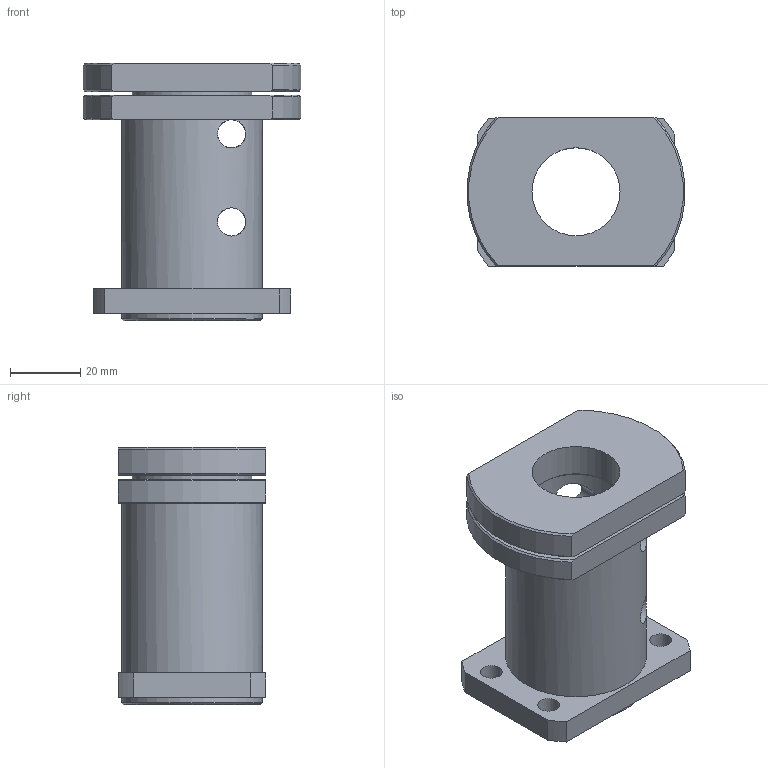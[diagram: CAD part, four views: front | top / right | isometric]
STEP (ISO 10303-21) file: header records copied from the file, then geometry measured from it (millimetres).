
FILE_DESCRIPTION(/* description */ (''),/* implementation_level */ '2;1');
FILE_NAME(/* name */ 'VK CTV110_MTV65 42 GESM14.stp',/* time_stamp */ '2015-08-25T09:11:06+01:00',/* author */ ('Hypex'),/* organization */ ('Hypex'),/* preprocessor_version */ 'ST-DEVELOPER v15.2',/* originating_system */ 'Autodesk Inventor 2014',/* authorisation */ '');
FILE_SCHEMA (('AUTOMOTIVE_DESIGN { 1 0 10303 214 3 1 1 }'));
Length unit declared in the file: millimetre
Products named in the file (1): VK CTV110_MTV65 42 GESM14
Bounding box: 61.79 x 42 x 73 mm (x, y, z)
Volume: 51599.1 mm3; surface area: 27249.7 mm2
Topology: 2 solids, 2 shells, 54 faces, 145 edges, 97 vertices
Faces by surface type: cylinder 25, plane 16, cone 13
Full cylindrical faces by diameter (mm): 4.2 x4, 6.2 x4, 8 x4, 25 x1, 34 x2, 40 x2
Entity records: 1896 total; most frequent: CARTESIAN_POINT 581, DIRECTION 252, ORIENTED_EDGE 224, EDGE_CURVE 111, AXIS2_PLACEMENT_3D 110, EDGE_LOOP 106, VERTEX_POINT 85, FACE_BOUND 58
